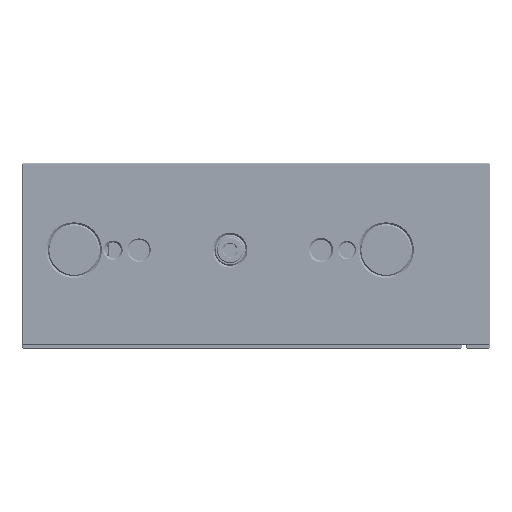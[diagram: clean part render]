
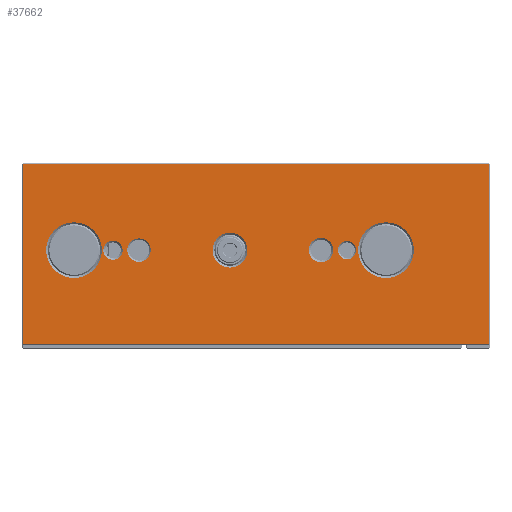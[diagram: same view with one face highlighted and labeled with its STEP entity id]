
A CAD part, left-side view. The second image highlights one B-rep face of the part: STEP entity #37662.
In plain terms, the highlighted planar face has unit normal (-1, 0, 0).
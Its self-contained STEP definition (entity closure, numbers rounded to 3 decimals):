
#631=FACE_BOUND('',#3956,.T.);
#632=FACE_BOUND('',#3957,.T.);
#633=FACE_BOUND('',#3958,.T.);
#634=FACE_BOUND('',#3959,.T.);
#635=FACE_BOUND('',#3960,.T.);
#636=FACE_BOUND('',#3961,.T.);
#637=FACE_BOUND('',#3962,.T.);
#767=PLANE('',#40079);
#1056=CIRCLE('',#40080,10.7);
#1057=CIRCLE('',#40081,10.7);
#1058=CIRCLE('',#40082,4.5);
#1059=CIRCLE('',#40083,3.7);
#1060=CIRCLE('',#40084,4.7);
#1061=CIRCLE('',#40085,3.5);
#1062=CIRCLE('',#40086,6.7);
#1741=FACE_OUTER_BOUND('',#3955,.T.);
#3955=EDGE_LOOP('',(#24731,#24732,#24733,#24734));
#3956=EDGE_LOOP('',(#24735));
#3957=EDGE_LOOP('',(#24736));
#3958=EDGE_LOOP('',(#24737));
#3959=EDGE_LOOP('',(#24738));
#3960=EDGE_LOOP('',(#24739));
#3961=EDGE_LOOP('',(#24740));
#3962=EDGE_LOOP('',(#24741));
#9726=LINE('',#59205,#11773);
#9729=LINE('',#59209,#11776);
#9734=LINE('',#59217,#11781);
#9739=LINE('',#59224,#11786);
#11773=VECTOR('',#43193,10.);
#11776=VECTOR('',#43198,10.);
#11781=VECTOR('',#43209,10.);
#11786=VECTOR('',#43218,10.);
#14118=VERTEX_POINT('',#59160);
#14126=VERTEX_POINT('',#59177);
#14130=VERTEX_POINT('',#59191);
#14135=VERTEX_POINT('',#59201);
#14151=VERTEX_POINT('',#59270);
#14152=VERTEX_POINT('',#59272);
#14153=VERTEX_POINT('',#59274);
#14154=VERTEX_POINT('',#59276);
#14155=VERTEX_POINT('',#59278);
#14156=VERTEX_POINT('',#59280);
#14157=VERTEX_POINT('',#59282);
#18340=EDGE_CURVE('',#14130,#14135,#9726,.T.);
#18343=EDGE_CURVE('',#14135,#14126,#9729,.T.);
#18348=EDGE_CURVE('',#14118,#14130,#9734,.T.);
#18353=EDGE_CURVE('',#14126,#14118,#9739,.T.);
#18377=EDGE_CURVE('',#14151,#14151,#1056,.T.);
#18378=EDGE_CURVE('',#14152,#14152,#1057,.T.);
#18379=EDGE_CURVE('',#14153,#14153,#1058,.T.);
#18380=EDGE_CURVE('',#14154,#14154,#1059,.T.);
#18381=EDGE_CURVE('',#14155,#14155,#1060,.T.);
#18382=EDGE_CURVE('',#14156,#14156,#1061,.T.);
#18383=EDGE_CURVE('',#14157,#14157,#1062,.T.);
#24731=ORIENTED_EDGE('',*,*,#18340,.F.);
#24732=ORIENTED_EDGE('',*,*,#18348,.F.);
#24733=ORIENTED_EDGE('',*,*,#18353,.F.);
#24734=ORIENTED_EDGE('',*,*,#18343,.F.);
#24735=ORIENTED_EDGE('',*,*,#18377,.F.);
#24736=ORIENTED_EDGE('',*,*,#18378,.F.);
#24737=ORIENTED_EDGE('',*,*,#18379,.F.);
#24738=ORIENTED_EDGE('',*,*,#18380,.F.);
#24739=ORIENTED_EDGE('',*,*,#18381,.F.);
#24740=ORIENTED_EDGE('',*,*,#18382,.F.);
#24741=ORIENTED_EDGE('',*,*,#18383,.F.);
#37662=ADVANCED_FACE('',(#1741,#631,#632,#633,#634,#635,#636,#637),#767,
 .T.);
#40079=AXIS2_PLACEMENT_3D('',#59269,#43269,#43270);
#40080=AXIS2_PLACEMENT_3D('',#59271,#43271,#43272);
#40081=AXIS2_PLACEMENT_3D('',#59273,#43273,#43274);
#40082=AXIS2_PLACEMENT_3D('',#59275,#43275,#43276);
#40083=AXIS2_PLACEMENT_3D('',#59277,#43277,#43278);
#40084=AXIS2_PLACEMENT_3D('',#59279,#43279,#43280);
#40085=AXIS2_PLACEMENT_3D('',#59281,#43281,#43282);
#40086=AXIS2_PLACEMENT_3D('',#59283,#43283,#43284);
#43193=DIRECTION('',(0.,1.,0.));
#43198=DIRECTION('',(0.,0.,1.));
#43209=DIRECTION('',(0.,0.,-1.));
#43218=DIRECTION('',(0.,-1.,0.));
#43269=DIRECTION('center_axis',(-1.,0.,0.));
#43270=DIRECTION('ref_axis',(0.,-1.,0.));
#43271=DIRECTION('center_axis',(-1.,0.,0.));
#43272=DIRECTION('ref_axis',(0.,0.,1.));
#43273=DIRECTION('center_axis',(-1.,0.,0.));
#43274=DIRECTION('ref_axis',(0.,0.,1.));
#43275=DIRECTION('center_axis',(-1.,0.,0.));
#43276=DIRECTION('ref_axis',(0.,0.,1.));
#43277=DIRECTION('center_axis',(-1.,0.,0.));
#43278=DIRECTION('ref_axis',(0.,0.,1.));
#43279=DIRECTION('center_axis',(-1.,0.,0.));
#43280=DIRECTION('ref_axis',(0.,0.,1.));
#43281=DIRECTION('center_axis',(-1.,0.,0.));
#43282=DIRECTION('ref_axis',(0.,0.,1.));
#43283=DIRECTION('center_axis',(-1.,0.,0.));
#43284=DIRECTION('ref_axis',(0.,0.,1.));
#59160=CARTESIAN_POINT('',(0.,0.5,69.5));
#59177=CARTESIAN_POINT('',(0.,179.5,69.5));
#59191=CARTESIAN_POINT('',(0.,0.5,0.5));
#59201=CARTESIAN_POINT('',(0.,179.5,0.5));
#59205=CARTESIAN_POINT('',(0.,135.,0.5));
#59209=CARTESIAN_POINT('',(0.,179.5,0.));
#59217=CARTESIAN_POINT('',(0.,0.5,0.));
#59224=CARTESIAN_POINT('',(0.,135.,69.5));
#59269=CARTESIAN_POINT('Origin',(0.,180.,0.));
#59270=CARTESIAN_POINT('',(0.,40.,25.8));
#59271=CARTESIAN_POINT('Origin',(0.,40.,36.5));
#59272=CARTESIAN_POINT('',(0.,160.,25.8));
#59273=CARTESIAN_POINT('Origin',(0.,160.,36.5));
#59274=CARTESIAN_POINT('',(0.,135.,32.));
#59275=CARTESIAN_POINT('Origin',(0.,135.,36.5));
#59276=CARTESIAN_POINT('',(0.,145.,32.8));
#59277=CARTESIAN_POINT('Origin',(0.,145.,36.5));
#59278=CARTESIAN_POINT('',(0.,65.,31.8));
#59279=CARTESIAN_POINT('Origin',(0.,65.,36.5));
#59280=CARTESIAN_POINT('',(0.,55.,33.));
#59281=CARTESIAN_POINT('Origin',(0.,55.,36.5));
#59282=CARTESIAN_POINT('',(0.,100.,29.8));
#59283=CARTESIAN_POINT('Origin',(0.,100.,36.5));
